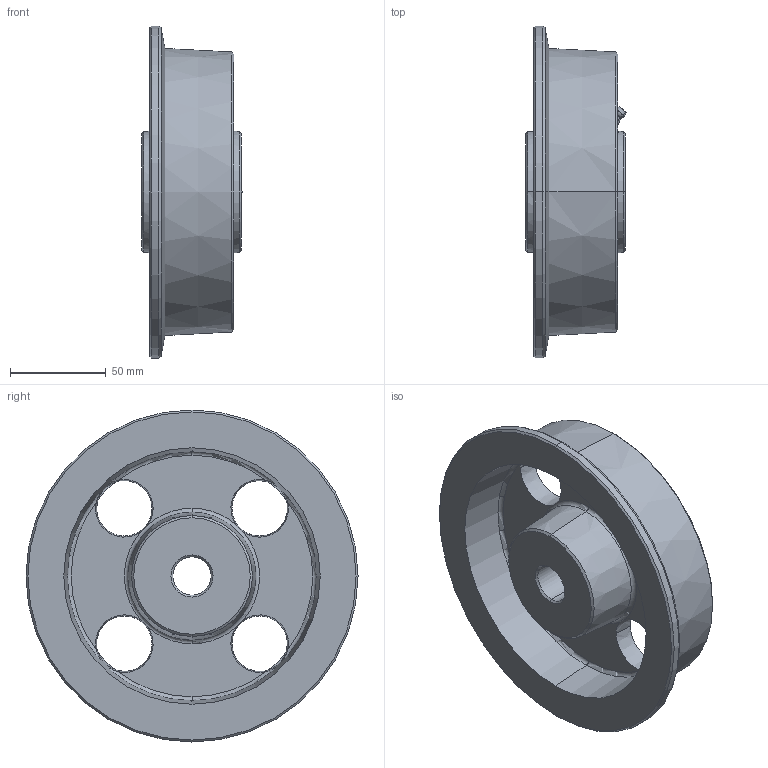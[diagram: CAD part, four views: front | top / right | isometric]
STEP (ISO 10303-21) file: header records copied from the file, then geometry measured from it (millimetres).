
FILE_DESCRIPTION (( 'STEP AP214' ), '1' );
FILE_NAME ('0023924.step', '2022-06-30T08:58:57', ( '' ), ( '' ), 'SwSTEP 2.0', 'SolidWorks 2020', '' );
FILE_SCHEMA (( 'AUTOMOTIVE_DESIGN' ));
Length unit declared in the file: millimetre
Products named in the file (1): 0023924
Bounding box: 52.33 x 173.5 x 173.5 mm (x, y, z)
Volume: 431894.4 mm3; surface area: 87046.4 mm2
Topology: 2 solids, 2 shells, 85 faces, 214 edges, 129 vertices
Faces by surface type: cone 40, plane 22, cylinder 10, torus 9, sphere 4
Entity records: 3754 total; most frequent: CARTESIAN_POINT 664, DIRECTION 499, ORIENTED_EDGE 420, AXIS2_PLACEMENT_3D 220, EDGE_CURVE 210, CIRCLE 134, VERTEX_POINT 127, EDGE_LOOP 95
